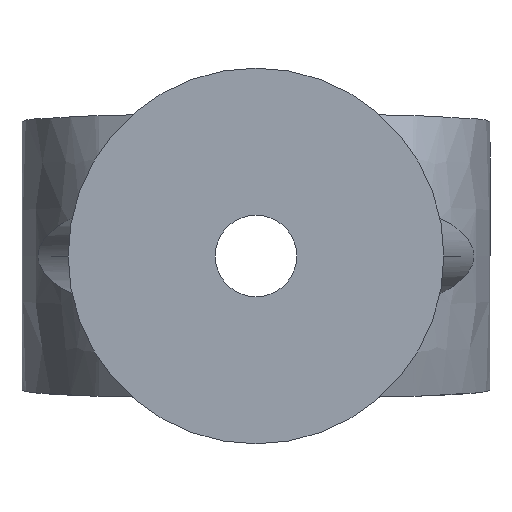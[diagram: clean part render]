
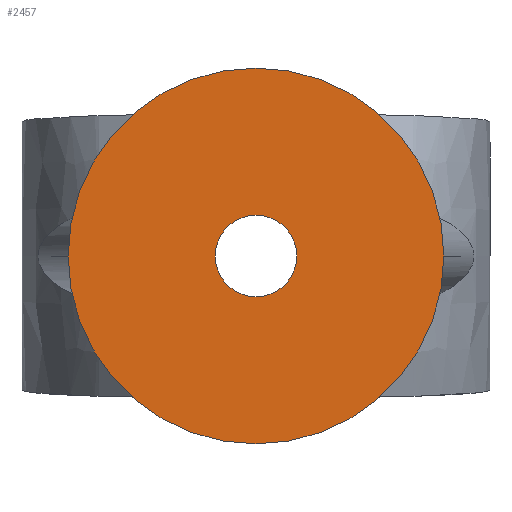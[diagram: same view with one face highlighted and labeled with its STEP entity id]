
A CAD part, front view. The second image highlights one B-rep face of the part: STEP entity #2457.
In plain terms, the highlighted planar face has unit normal (0, -1, 0).
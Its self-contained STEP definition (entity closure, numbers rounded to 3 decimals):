
#106 = DIRECTION ( 'NONE',  ( 0., 0., 1. ) ) ;
#134 = DIRECTION ( 'NONE',  ( 0., 0., -1. ) ) ;
#244 = EDGE_CURVE ( 'NONE', #2022, #1970, #1864, .T. ) ;
#299 = EDGE_CURVE ( 'NONE', #684, #2129, #2521, .T. ) ;
#324 = CARTESIAN_POINT ( 'NONE',  ( 0., 0., 2.385 ) ) ;
#325 = DIRECTION ( 'NONE',  ( 0., 1., 0. ) ) ;
#379 = EDGE_LOOP ( 'NONE', ( #1325, #1087 ) ) ;
#390 = CARTESIAN_POINT ( 'NONE',  ( 0., 0., 0. ) ) ;
#411 = EDGE_CURVE ( 'NONE', #1970, #2022, #1790, .T. ) ;
#532 = FACE_OUTER_BOUND ( 'NONE', #379, .T. ) ;
#626 = DIRECTION ( 'NONE',  ( 0., -1., 0. ) ) ;
#684 = VERTEX_POINT ( 'NONE', #324 ) ;
#725 = AXIS2_PLACEMENT_3D ( 'NONE', #2347, #1731, #1147 ) ;
#1087 = ORIENTED_EDGE ( 'NONE', *, *, #411, .T. ) ;
#1116 = CARTESIAN_POINT ( 'NONE',  ( 0., 0., -11. ) ) ;
#1129 = AXIS2_PLACEMENT_3D ( 'NONE', #1746, #325, #106 ) ;
#1147 = DIRECTION ( 'NONE',  ( 0., 0., -1. ) ) ;
#1310 = CARTESIAN_POINT ( 'NONE',  ( 0., 0., 11. ) ) ;
#1325 = ORIENTED_EDGE ( 'NONE', *, *, #244, .T. ) ;
#1365 = DIRECTION ( 'NONE',  ( 0., -1., 0. ) ) ;
#1694 = AXIS2_PLACEMENT_3D ( 'NONE', #2331, #1365, #134 ) ;
#1731 = DIRECTION ( 'NONE',  ( 0., -1., 0. ) ) ;
#1746 = CARTESIAN_POINT ( 'NONE',  ( 0., 0., 0. ) ) ;
#1790 = CIRCLE ( 'NONE', #2278, 11. ) ;
#1827 = CARTESIAN_POINT ( 'NONE',  ( 0., 0., 0. ) ) ;
#1844 = ORIENTED_EDGE ( 'NONE', *, *, #2087, .F. ) ;
#1864 = CIRCLE ( 'NONE', #1694, 11. ) ;
#1970 = VERTEX_POINT ( 'NONE', #1310 ) ;
#2022 = VERTEX_POINT ( 'NONE', #1116 ) ;
#2034 = DIRECTION ( 'NONE',  ( 0., 0., -1. ) ) ;
#2043 = CIRCLE ( 'NONE', #725, 2.385 ) ;
#2087 = EDGE_CURVE ( 'NONE', #2129, #684, #2043, .T. ) ;
#2129 = VERTEX_POINT ( 'NONE', #2546 ) ;
#2137 = PLANE ( 'NONE',  #1129 ) ;
#2138 = FACE_BOUND ( 'NONE', #2494, .T. ) ;
#2278 = AXIS2_PLACEMENT_3D ( 'NONE', #1827, #626, #2034 ) ;
#2331 = CARTESIAN_POINT ( 'NONE',  ( 0., 0., 0. ) ) ;
#2347 = CARTESIAN_POINT ( 'NONE',  ( 0., 0., 0. ) ) ;
#2374 = AXIS2_PLACEMENT_3D ( 'NONE', #390, #2417, #2406 ) ;
#2406 = DIRECTION ( 'NONE',  ( 0., 0., -1. ) ) ;
#2417 = DIRECTION ( 'NONE',  ( 0., -1., 0. ) ) ;
#2457 = ADVANCED_FACE ( 'NONE', ( #2138, #532 ), #2137, .F. ) ;
#2494 = EDGE_LOOP ( 'NONE', ( #1844, #2496 ) ) ;
#2496 = ORIENTED_EDGE ( 'NONE', *, *, #299, .F. ) ;
#2521 = CIRCLE ( 'NONE', #2374, 2.385 ) ;
#2546 = CARTESIAN_POINT ( 'NONE',  ( 0., 0., -2.385 ) ) ;
